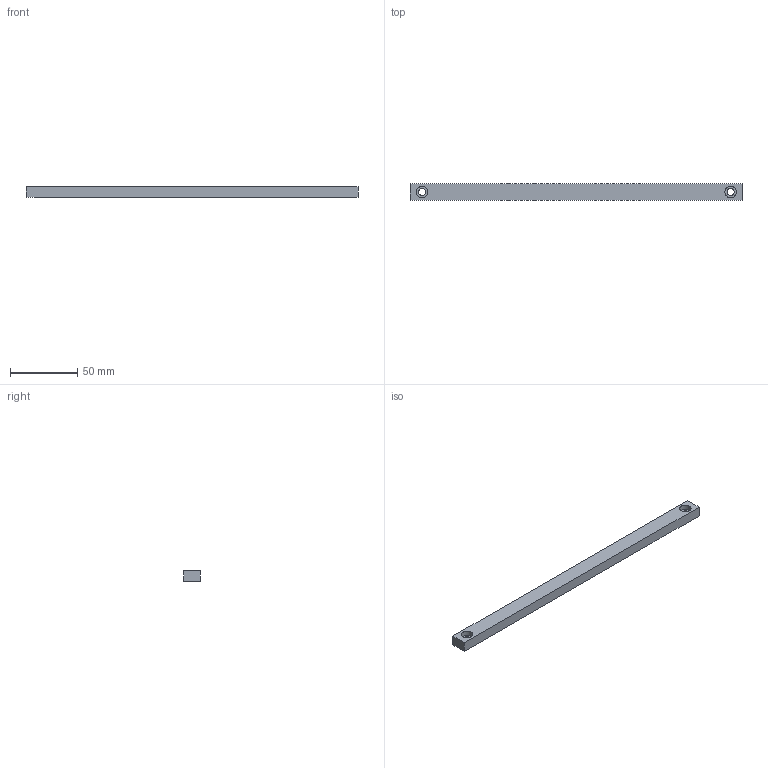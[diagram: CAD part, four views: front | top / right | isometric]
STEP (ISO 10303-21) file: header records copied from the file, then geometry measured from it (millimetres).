
FILE_DESCRIPTION ((), '1');
FILE_NAME ('Mount_Strut.stp', '2014-10-15T08:40:41', ('Unknown'), ('Unknown'), 'HarmonyWare STEP v1.7.11', 'HarmonyWare Translators', '');
FILE_SCHEMA (('CONFIG_CONTROL_DESIGN'));
Length unit declared in the file: millimetre
Products named in the file (1): Base Mount
Bounding box: 247.59 x 12 x 8 mm (x, y, z)
Volume: 23137.1 mm3; surface area: 10354.7 mm2
Topology: 1 solids, 1 shells, 12 faces, 24 edges, 16 vertices
Faces by surface type: bspline 12
Entity records: 481 total; most frequent: CARTESIAN_POINT 224, ORIENTED_EDGE 48, EDGE_CURVE 24, EDGE_LOOP 18, VERTEX_POINT 16, B_SPLINE_CURVE_WITH_KNOTS 12, FACE_OUTER_BOUND 12, ADVANCED_FACE 12
